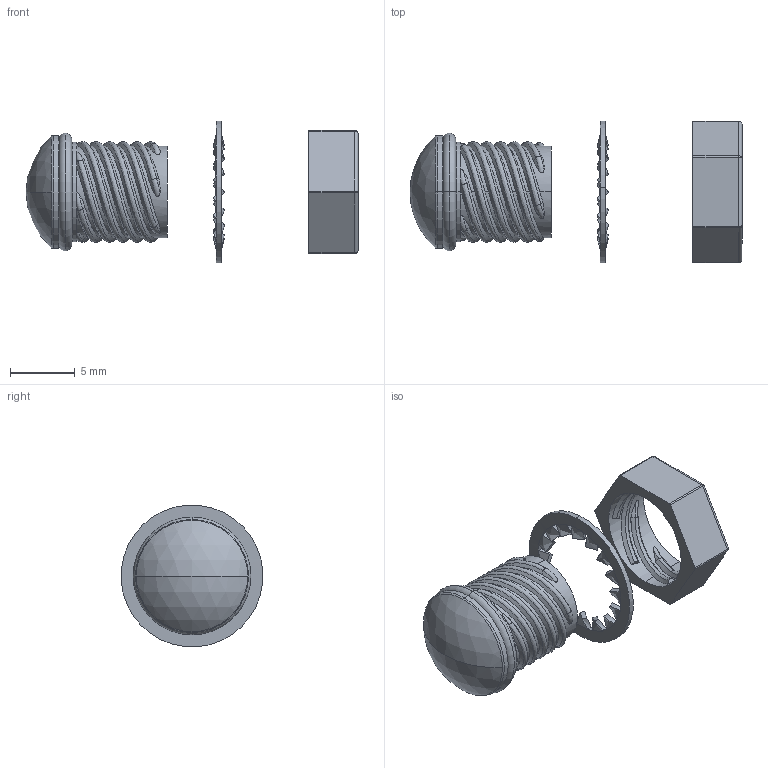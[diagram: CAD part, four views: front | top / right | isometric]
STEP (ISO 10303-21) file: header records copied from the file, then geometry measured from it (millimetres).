
FILE_DESCRIPTION (( 'STEP AP214' ), '1' );
FILE_NAME ('CMS 444 CTP.STEP', '2014-05-15T16:26:59', ( 'Admin' ), ( 'Microsoft' ), 'SwSTEP 2.0', 'SolidWorks 2014', '' );
FILE_SCHEMA (( 'AUTOMOTIVE_DESIGN' ));
Length unit declared in the file: inch
Products named in the file (4): RTN 441; 444 XXX; CMS 444 CTP; CLW 441_91757A109
Assembly tree (3 placements, depth 2):
  CMS 444 CTP
    444 XXX
    RTN 441
    CLW 441_91757A109
Bounding box: 25.67 x 10.96 x 10.95 mm (x, y, z)
Volume: 355.8 mm3; surface area: 1057.6 mm2
Topology: 4 solids, 4 shells, 293 faces, 836 edges, 546 vertices
Faces by surface type: bspline 148, cylinder 54, cone 34, plane 33, torus 20, sphere 4
Entity records: 14953 total; most frequent: CARTESIAN_POINT 8335, ORIENTED_EDGE 1660, DIRECTION 870, EDGE_CURVE 830, VERTEX_POINT 546, B_SPLINE_CURVE_WITH_KNOTS 338, EDGE_LOOP 300, AXIS2_PLACEMENT_3D 299
